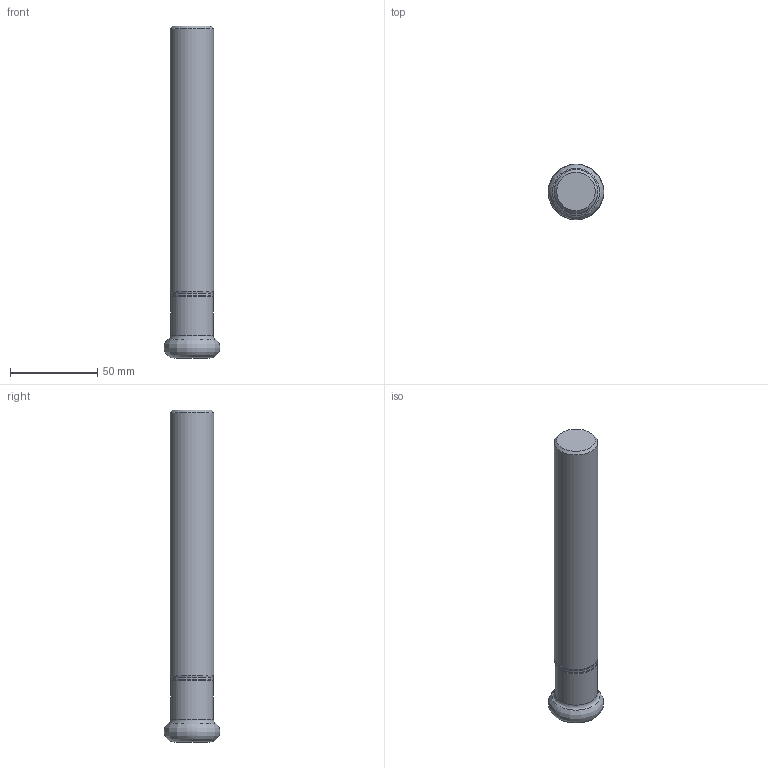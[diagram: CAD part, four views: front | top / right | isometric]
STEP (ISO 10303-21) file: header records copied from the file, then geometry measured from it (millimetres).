
FILE_DESCRIPTION(/* description */ (''),/* implementation_level */ '2;1');
FILE_NAME(/* name */ '1543377240351.stp',/* time_stamp */ '2018-11-28T09:24:21+06:00',/* author */ (''),/* organization */ ('SMS'),/* preprocessor_version */ 'ST-DEVELOPER v15',/* originating_system */ 'SIEMENS PLM Software NX 8.5',/* authorisation */ '');
FILE_SCHEMA (('AUTOMOTIVE_DESIGN { 1 0 10303 214 3 1 1 1 }'));
Length unit declared in the file: millimetre
Products named in the file (4): ASSEMBLY_CONSTRUCTION; 201854018mod000_00; 201892596mod000_00; 201892594mod000_00
Assembly tree (3 placements, depth 2):
  201892594mod000_00
    201892596mod000_00
    201854018mod000_00
    ASSEMBLY_CONSTRUCTION
Bounding box: 31.98 x 32 x 190 mm (x, y, z)
Volume: 100139.5 mm3; surface area: 18328.6 mm2
Topology: 2 solids, 2 shells, 18 faces, 33 edges, 28 vertices
Faces by surface type: torus 8, plane 3, cone 3, cylinder 3, bspline 1
Full cylindrical faces by diameter (mm): 24.3 x1, 24.48 x1, 24.994 x1
Entity records: 2123 total; most frequent: CARTESIAN_POINT 1613, DIRECTION 92, AXIS2_PLACEMENT_3D 46, EDGE_LOOP 32, ORIENTED_EDGE 32, FACE_BOUND 31, STYLED_ITEM 22, PRESENTATION_STYLE_ASSIGNMENT 22
